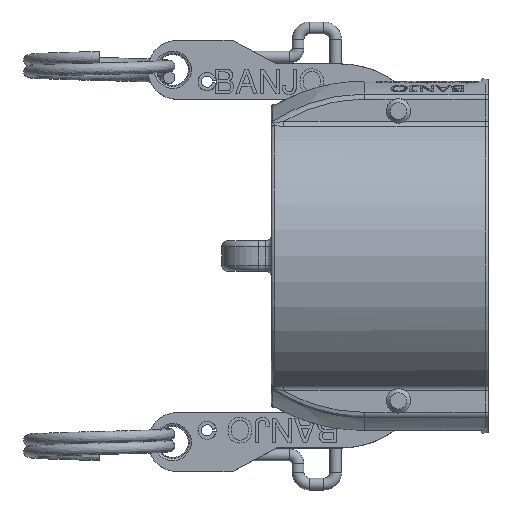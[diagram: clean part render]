
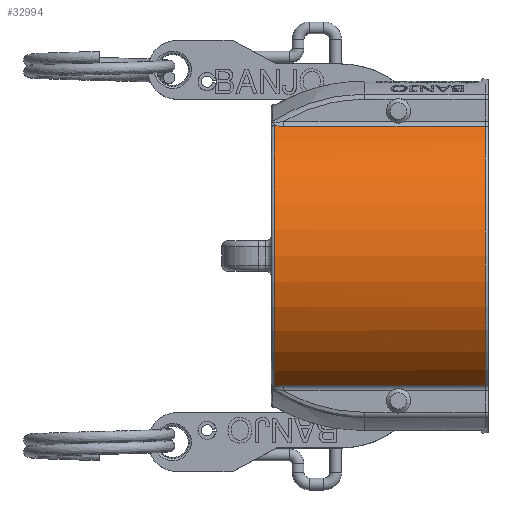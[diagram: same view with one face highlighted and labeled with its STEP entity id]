
A CAD part, top view. The second image highlights one B-rep face of the part: STEP entity #32994.
In plain terms, the highlighted cylindrical face has radius 39.37 mm (diameter 78.74 mm), a partial arc.
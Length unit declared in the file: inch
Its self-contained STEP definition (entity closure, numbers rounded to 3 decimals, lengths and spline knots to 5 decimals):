
#3160=LINE('',#44791,#5553);
#3210=LINE('',#45887,#5603);
#5553=VECTOR('',#37436,0.3937);
#5603=VECTOR('',#37852,0.3937);
#8215=B_SPLINE_CURVE_WITH_KNOTS('',3,(#45881,#45882,#45883,#45884,#45885),
 .UNSPECIFIED.,.F.,.F.,(4,1,4),(-0.45871,-0.29761,-0.21219),
 .UNSPECIFIED.);
#8216=B_SPLINE_CURVE_WITH_KNOTS('',3,(#45888,#45889,#45890,#45891,#45892),
 .UNSPECIFIED.,.F.,.F.,(4,1,4),(-0.24647,-0.2148,0.),
 .UNSPECIFIED.);
#9600=FACE_OUTER_BOUND('',#11504,.T.);
#11504=EDGE_LOOP('',(#23060,#23061,#23062,#23063,#23064,#23065));
#13574=CIRCLE('',#35031,1.55);
#13586=CIRCLE('',#35057,1.55);
#14409=VERTEX_POINT('',#44788);
#14410=VERTEX_POINT('',#44790);
#14461=VERTEX_POINT('',#44923);
#14483=VERTEX_POINT('',#45026);
#14484=VERTEX_POINT('',#45028);
#14552=VERTEX_POINT('',#45886);
#17730=EDGE_CURVE('',#14409,#14410,#3160,.T.);
#17795=EDGE_CURVE('',#14461,#14409,#13574,.T.);
#17825=EDGE_CURVE('',#14483,#14484,#13586,.T.);
#17938=EDGE_CURVE('',#14410,#14483,#8215,.T.);
#17939=EDGE_CURVE('',#14552,#14461,#3210,.T.);
#17940=EDGE_CURVE('',#14484,#14552,#8216,.T.);
#23060=ORIENTED_EDGE('',*,*,#17825,.F.);
#23061=ORIENTED_EDGE('',*,*,#17938,.F.);
#23062=ORIENTED_EDGE('',*,*,#17730,.F.);
#23063=ORIENTED_EDGE('',*,*,#17795,.F.);
#23064=ORIENTED_EDGE('',*,*,#17939,.F.);
#23065=ORIENTED_EDGE('',*,*,#17940,.F.);
#32657=CYLINDRICAL_SURFACE('',#35156,1.55);
#32994=ADVANCED_FACE('',(#9600),#32657,.T.);
#35031=AXIS2_PLACEMENT_3D('',#44925,#37576,#37577);
#35057=AXIS2_PLACEMENT_3D('',#45029,#37638,#37639);
#35156=AXIS2_PLACEMENT_3D('',#45880,#37850,#37851);
#37436=DIRECTION('',(-1.,0.,0.));
#37576=DIRECTION('center_axis',(1.,0.,0.));
#37577=DIRECTION('ref_axis',(0.,0.,1.));
#37638=DIRECTION('center_axis',(-1.,0.,0.));
#37639=DIRECTION('ref_axis',(0.,0.,1.));
#37850=DIRECTION('center_axis',(1.,0.,0.));
#37851=DIRECTION('ref_axis',(0.,1.,0.));
#37852=DIRECTION('',(1.,0.,0.));
#44788=CARTESIAN_POINT('',(2.18,-1.32231,0.8087));
#44790=CARTESIAN_POINT('',(0.12535,-1.32231,0.8087));
#44791=CARTESIAN_POINT('',(1.12,-1.32231,0.8087));
#44923=CARTESIAN_POINT('',(2.18,1.32231,0.8087));
#44925=CARTESIAN_POINT('Origin',(2.18,0.,0.));
#45026=CARTESIAN_POINT('',(0.03,-1.33078,0.79468));
#45028=CARTESIAN_POINT('',(0.03,1.33078,0.79468));
#45029=CARTESIAN_POINT('Origin',(0.03,0.,0.));
#45880=CARTESIAN_POINT('Origin',(1.12,0.,0.));
#45881=CARTESIAN_POINT('Ctrl Pts',(0.12535,-1.32231,0.8087));
#45882=CARTESIAN_POINT('Ctrl Pts',(0.10421,-1.32231,
0.8087));
#45883=CARTESIAN_POINT('Ctrl Pts',(0.07133,-1.32357,
0.80665));
#45884=CARTESIAN_POINT('Ctrl Pts',(0.04019,-1.32844,
0.79861));
#45885=CARTESIAN_POINT('Ctrl Pts',(0.03003,-1.33081,
0.79463));
#45886=CARTESIAN_POINT('',(0.12535,1.32231,0.8087));
#45887=CARTESIAN_POINT('',(1.12,1.32231,0.8087));
#45888=CARTESIAN_POINT('Ctrl Pts',(0.03002,1.3308,
0.79465));
#45889=CARTESIAN_POINT('Ctrl Pts',(0.03381,1.32993,0.79612));
#45890=CARTESIAN_POINT('Ctrl Pts',(0.06396,1.32384,
0.80626));
#45891=CARTESIAN_POINT('Ctrl Pts',(0.09717,1.32231,0.8087));
#45892=CARTESIAN_POINT('Ctrl Pts',(0.12535,1.32231,0.8087));
